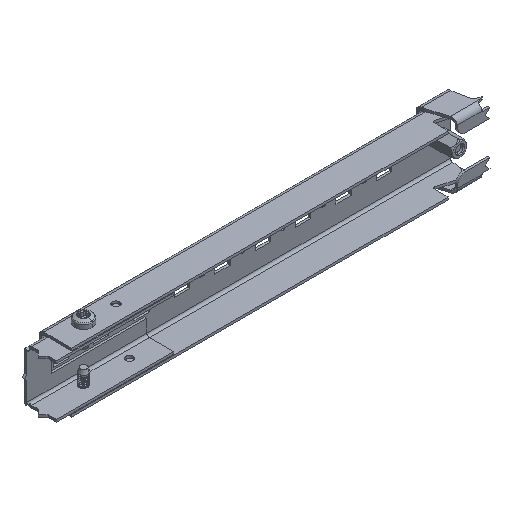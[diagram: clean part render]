
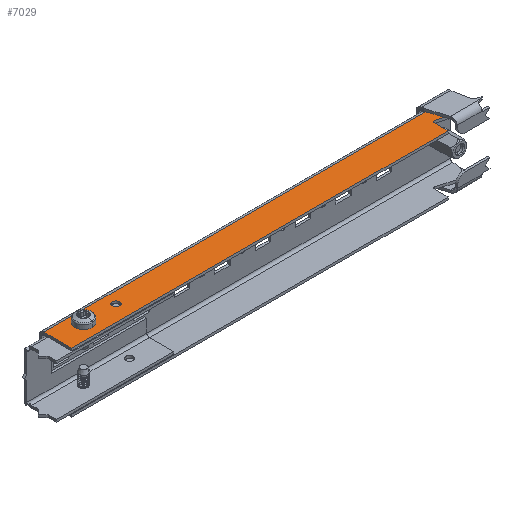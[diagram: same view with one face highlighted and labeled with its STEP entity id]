
A CAD part, isometric view. The second image highlights one B-rep face of the part: STEP entity #7029.
In plain terms, the highlighted planar face has unit normal (0, 0, 1).
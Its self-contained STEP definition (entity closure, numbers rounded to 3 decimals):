
#119 = CARTESIAN_POINT ( 'NONE',  ( 107.776, -10.521, 18.484 ) ) ;
#143 = FACE_BOUND ( 'NONE', #7532, .T. ) ;
#301 = DIRECTION ( 'NONE',  ( 0., -1., 0. ) ) ;
#302 = DIRECTION ( 'NONE',  ( 0., 0., 1. ) ) ;
#386 = CIRCLE ( 'NONE', #13402, 2.25 ) ;
#505 = EDGE_CURVE ( 'NONE', #10787, #10165, #3400, .T. ) ;
#930 = DIRECTION ( 'NONE',  ( 0., -1., 0. ) ) ;
#957 = ORIENTED_EDGE ( 'NONE', *, *, #10093, .F. ) ;
#1342 = FACE_BOUND ( 'NONE', #3923, .T. ) ;
#1358 = VERTEX_POINT ( 'NONE', #4054 ) ;
#1389 = DIRECTION ( 'NONE',  ( 0., 1., 0. ) ) ;
#1496 = DIRECTION ( 'NONE',  ( 0., 0., 1. ) ) ;
#1873 = CARTESIAN_POINT ( 'NONE',  ( -126.5, -3., 18.484 ) ) ;
#1906 = VECTOR ( 'NONE', #6967, 1000. ) ;
#1956 = CIRCLE ( 'NONE', #3237, 2.25 ) ;
#2045 = CARTESIAN_POINT ( 'NONE',  ( -109., -10.124, 18.484 ) ) ;
#2177 = EDGE_CURVE ( 'NONE', #1358, #4262, #7252, .T. ) ;
#2321 = EDGE_CURVE ( 'NONE', #10165, #13818, #2747, .T. ) ;
#2438 = AXIS2_PLACEMENT_3D ( 'NONE', #2691, #1496, #9754 ) ;
#2463 = AXIS2_PLACEMENT_3D ( 'NONE', #8678, #9884, #1389 ) ;
#2610 = DIRECTION ( 'NONE',  ( 0., 0., 1. ) ) ;
#2691 = CARTESIAN_POINT ( 'NONE',  ( -109., -10.124, 18.484 ) ) ;
#2729 = VERTEX_POINT ( 'NONE', #14132 ) ;
#2747 = LINE ( 'NONE', #6510, #5195 ) ;
#2832 = DIRECTION ( 'NONE',  ( -1., 0., 0. ) ) ;
#2885 = VECTOR ( 'NONE', #5969, 1000. ) ;
#3145 = EDGE_CURVE ( 'NONE', #9383, #1358, #10318, .T. ) ;
#3162 = DIRECTION ( 'NONE',  ( 0., -1., 0. ) ) ;
#3197 = CIRCLE ( 'NONE', #2438, 2.25 ) ;
#3237 = AXIS2_PLACEMENT_3D ( 'NONE', #2045, #7013, #3162 ) ;
#3400 = LINE ( 'NONE', #7009, #8435 ) ;
#3575 = ORIENTED_EDGE ( 'NONE', *, *, #3145, .F. ) ;
#3696 = ORIENTED_EDGE ( 'NONE', *, *, #2321, .T. ) ;
#3840 = EDGE_CURVE ( 'NONE', #13815, #15070, #5762, .T. ) ;
#3923 = EDGE_LOOP ( 'NONE', ( #10067, #4079 ) ) ;
#4054 = CARTESIAN_POINT ( 'NONE',  ( 122.624, -14.779, 18.484 ) ) ;
#4079 = ORIENTED_EDGE ( 'NONE', *, *, #5834, .F. ) ;
#4262 = VERTEX_POINT ( 'NONE', #11250 ) ;
#4702 = DIRECTION ( 'NONE',  ( 0., 1., 0. ) ) ;
#4720 = AXIS2_PLACEMENT_3D ( 'NONE', #7353, #14656, #4702 ) ;
#4765 = LINE ( 'NONE', #9648, #6915 ) ;
#5195 = VECTOR ( 'NONE', #7634, 1000. ) ;
#5515 = VECTOR ( 'NONE', #2832, 1000. ) ;
#5619 = VERTEX_POINT ( 'NONE', #12187 ) ;
#5762 = LINE ( 'NONE', #8081, #1906 ) ;
#5781 = VERTEX_POINT ( 'NONE', #8984 ) ;
#5782 = CIRCLE ( 'NONE', #2463, 1. ) ;
#5834 = EDGE_CURVE ( 'NONE', #5781, #7765, #9061, .T. ) ;
#5969 = DIRECTION ( 'NONE',  ( -0.961, 0.276, 0. ) ) ;
#6016 = CARTESIAN_POINT ( 'NONE',  ( 123.851, -14.126, 18.484 ) ) ;
#6228 = VERTEX_POINT ( 'NONE', #6016 ) ;
#6374 = EDGE_CURVE ( 'NONE', #5619, #13818, #7062, .T. ) ;
#6428 = CARTESIAN_POINT ( 'NONE',  ( -126.5, -20.124, 18.484 ) ) ;
#6510 = CARTESIAN_POINT ( 'NONE',  ( 126.5, -20.124, 18.484 ) ) ;
#6525 = CARTESIAN_POINT ( 'NONE',  ( 0., -3., 18.484 ) ) ;
#6710 = CARTESIAN_POINT ( 'NONE',  ( 126.5, -5.974, 18.484 ) ) ;
#6788 = CARTESIAN_POINT ( 'NONE',  ( 122.9, -13.817, 18.484 ) ) ;
#6915 = VECTOR ( 'NONE', #9288, 1000. ) ;
#6950 = DIRECTION ( 'NONE',  ( 0., 0., -1. ) ) ;
#6967 = DIRECTION ( 'NONE',  ( 0., 1., 0. ) ) ;
#6978 = ORIENTED_EDGE ( 'NONE', *, *, #3840, .T. ) ;
#7009 = CARTESIAN_POINT ( 'NONE',  ( -126.5, -20.124, 18.484 ) ) ;
#7013 = DIRECTION ( 'NONE',  ( 0., 0., 1. ) ) ;
#7029 = ADVANCED_FACE ( 'NONE', ( #1342, #143, #13556 ), #7656, .T. ) ;
#7062 = LINE ( 'NONE', #11919, #12879 ) ;
#7252 = LINE ( 'NONE', #119, #2885 ) ;
#7353 = CARTESIAN_POINT ( 'NONE',  ( 122.9, -13.817, 18.484 ) ) ;
#7532 = EDGE_LOOP ( 'NONE', ( #8380, #7711 ) ) ;
#7634 = DIRECTION ( 'NONE',  ( 1., 0., 0. ) ) ;
#7655 = ORIENTED_EDGE ( 'NONE', *, *, #8548, .F. ) ;
#7656 = PLANE ( 'NONE',  #10375 ) ;
#7711 = ORIENTED_EDGE ( 'NONE', *, *, #12089, .F. ) ;
#7765 = VERTEX_POINT ( 'NONE', #13504 ) ;
#7871 = DIRECTION ( 'NONE',  ( 0., -1., 0. ) ) ;
#8057 = DIRECTION ( 'NONE',  ( 0., 1., 0. ) ) ;
#8081 = CARTESIAN_POINT ( 'NONE',  ( 126.5, -20.124, 18.484 ) ) ;
#8341 = DIRECTION ( 'NONE',  ( 0., -1., 0. ) ) ;
#8380 = ORIENTED_EDGE ( 'NONE', *, *, #10802, .F. ) ;
#8435 = VECTOR ( 'NONE', #930, 1000. ) ;
#8548 = EDGE_CURVE ( 'NONE', #13815, #6228, #4765, .T. ) ;
#8678 = CARTESIAN_POINT ( 'NONE',  ( 107.5, -11.482, 18.484 ) ) ;
#8785 = EDGE_CURVE ( 'NONE', #6228, #9383, #9959, .T. ) ;
#8984 = CARTESIAN_POINT ( 'NONE',  ( -89., -7.874, 18.484 ) ) ;
#9055 = CARTESIAN_POINT ( 'NONE',  ( -89., -10.124, 18.484 ) ) ;
#9061 = CIRCLE ( 'NONE', #14416, 2.25 ) ;
#9288 = DIRECTION ( 'NONE',  ( -0.309, -0.951, 0. ) ) ;
#9383 = VERTEX_POINT ( 'NONE', #9779 ) ;
#9648 = CARTESIAN_POINT ( 'NONE',  ( 123.851, -14.126, 18.484 ) ) ;
#9754 = DIRECTION ( 'NONE',  ( 0., -1., 0. ) ) ;
#9779 = CARTESIAN_POINT ( 'NONE',  ( 122.9, -14.817, 18.484 ) ) ;
#9872 = ORIENTED_EDGE ( 'NONE', *, *, #14456, .T. ) ;
#9884 = DIRECTION ( 'NONE',  ( 0., 0., 1. ) ) ;
#9959 = CIRCLE ( 'NONE', #12517, 1. ) ;
#10067 = ORIENTED_EDGE ( 'NONE', *, *, #12136, .F. ) ;
#10093 = EDGE_CURVE ( 'NONE', #4262, #5619, #5782, .T. ) ;
#10165 = VERTEX_POINT ( 'NONE', #6428 ) ;
#10318 = CIRCLE ( 'NONE', #4720, 1. ) ;
#10375 = AXIS2_PLACEMENT_3D ( 'NONE', #11178, #2610, #301 ) ;
#10434 = LINE ( 'NONE', #6525, #5515 ) ;
#10787 = VERTEX_POINT ( 'NONE', #1873 ) ;
#10802 = EDGE_CURVE ( 'NONE', #2729, #14737, #1956, .T. ) ;
#11178 = CARTESIAN_POINT ( 'NONE',  ( 0., 15.676, 18.484 ) ) ;
#11250 = CARTESIAN_POINT ( 'NONE',  ( 107.776, -10.521, 18.484 ) ) ;
#11400 = CARTESIAN_POINT ( 'NONE',  ( -89., -10.124, 18.484 ) ) ;
#11455 = DIRECTION ( 'NONE',  ( 0., 0., 1. ) ) ;
#11815 = ORIENTED_EDGE ( 'NONE', *, *, #2177, .F. ) ;
#11919 = CARTESIAN_POINT ( 'NONE',  ( 106.5, -20.124, 18.484 ) ) ;
#12089 = EDGE_CURVE ( 'NONE', #14737, #2729, #3197, .T. ) ;
#12136 = EDGE_CURVE ( 'NONE', #7765, #5781, #386, .T. ) ;
#12187 = CARTESIAN_POINT ( 'NONE',  ( 106.5, -11.482, 18.484 ) ) ;
#12517 = AXIS2_PLACEMENT_3D ( 'NONE', #6788, #6950, #8057 ) ;
#12879 = VECTOR ( 'NONE', #8341, 1000. ) ;
#13003 = ORIENTED_EDGE ( 'NONE', *, *, #8785, .F. ) ;
#13085 = ORIENTED_EDGE ( 'NONE', *, *, #505, .T. ) ;
#13402 = AXIS2_PLACEMENT_3D ( 'NONE', #11400, #302, #14891 ) ;
#13504 = CARTESIAN_POINT ( 'NONE',  ( -89., -12.374, 18.484 ) ) ;
#13556 = FACE_OUTER_BOUND ( 'NONE', #14215, .T. ) ;
#13815 = VERTEX_POINT ( 'NONE', #6710 ) ;
#13818 = VERTEX_POINT ( 'NONE', #15227 ) ;
#14132 = CARTESIAN_POINT ( 'NONE',  ( -109., -12.374, 18.484 ) ) ;
#14141 = ORIENTED_EDGE ( 'NONE', *, *, #6374, .F. ) ;
#14215 = EDGE_LOOP ( 'NONE', ( #6978, #9872, #13085, #3696, #14141, #957, #11815, #3575, #13003, #7655 ) ) ;
#14416 = AXIS2_PLACEMENT_3D ( 'NONE', #9055, #11455, #7871 ) ;
#14456 = EDGE_CURVE ( 'NONE', #15070, #10787, #10434, .T. ) ;
#14656 = DIRECTION ( 'NONE',  ( 0., 0., -1. ) ) ;
#14725 = CARTESIAN_POINT ( 'NONE',  ( -109., -7.874, 18.484 ) ) ;
#14737 = VERTEX_POINT ( 'NONE', #14725 ) ;
#14891 = DIRECTION ( 'NONE',  ( 0., -1., 0. ) ) ;
#15070 = VERTEX_POINT ( 'NONE', #15552 ) ;
#15227 = CARTESIAN_POINT ( 'NONE',  ( 106.5, -20.124, 18.484 ) ) ;
#15552 = CARTESIAN_POINT ( 'NONE',  ( 126.5, -3., 18.484 ) ) ;
